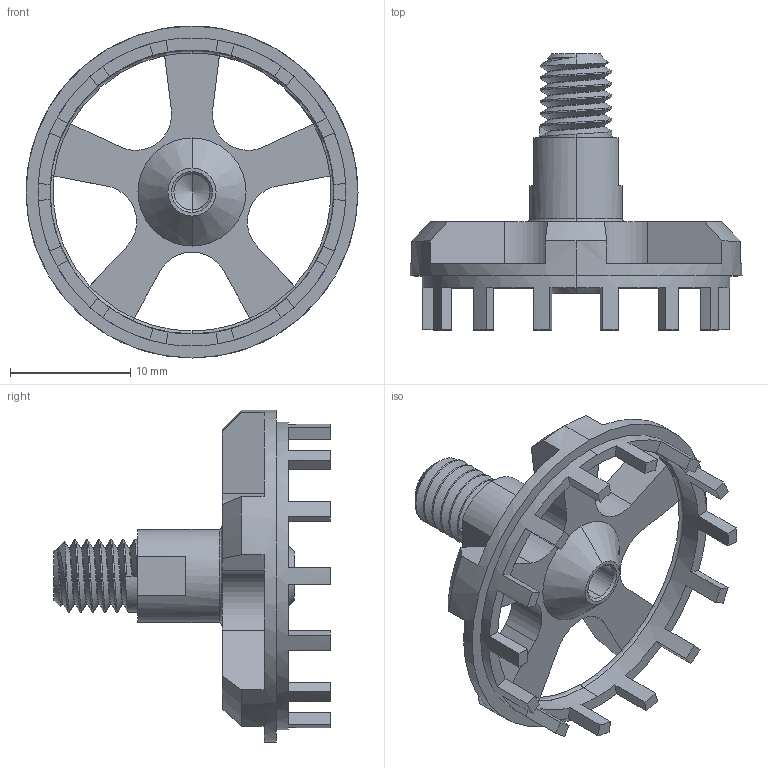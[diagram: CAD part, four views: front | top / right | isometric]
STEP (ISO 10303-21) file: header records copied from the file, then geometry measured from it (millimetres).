
FILE_DESCRIPTION (( 'STEP AP203' ), '1' );
FILE_NAME ('rotor_CCW_sldprt.STEP', '2016-02-29T23:30:27', ( '' ), ( '' ), 'SwSTEP 2.0', 'SolidWorks 2015', '' );
FILE_SCHEMA (( 'CONFIG_CONTROL_DESIGN' ));
Length unit declared in the file: millimetre
Products named in the file (1): rotor_CCW_sldprt
Bounding box: 27.65 x 23 x 27.65 mm (x, y, z)
Volume: 1696.4 mm3; surface area: 2182.3 mm2
Topology: 1 solids, 1 shells, 146 faces, 432 edges, 279 vertices
Faces by surface type: plane 82, cylinder 43, cone 13, bspline 4, torus 4
Entity records: 5874 total; most frequent: CARTESIAN_POINT 1970, ORIENTED_EDGE 860, DIRECTION 781, EDGE_CURVE 430, AXIS2_PLACEMENT_3D 280, VERTEX_POINT 279, LINE 221, VECTOR 221
